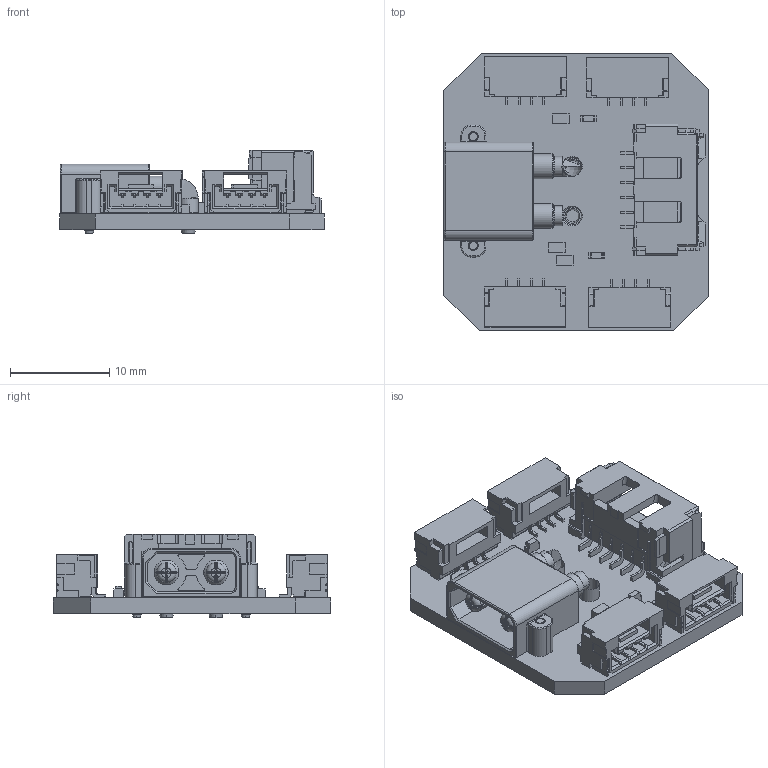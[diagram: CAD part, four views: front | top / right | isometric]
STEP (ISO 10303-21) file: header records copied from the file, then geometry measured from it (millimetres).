
FILE_DESCRIPTION(('Open CASCADE Model'),'2;1');
FILE_NAME('Open CASCADE Shape Model','2024-08-30T13:00:07',('Author'),( 'Open CASCADE'),'Open CASCADE STEP processor 7.5','Open CASCADE 7.5' ,'Unknown');
FILE_SCHEMA(('AUTOMOTIVE_DESIGN { 1 0 10303 214 1 1 1 1 }'));
Length unit declared in the file: millimetre
Products named in the file (13): Open CASCADE STEP translator 7.5 1; Open CASCADE STEP translator 7.5 2; Open CASCADE STEP translator 7.5 3; Open CASCADE STEP translator 7.5 4; Open CASCADE STEP translator 7.5 5; Open CASCADE STEP translator 7.5 6; Open CASCADE STEP translator 7.5 7; Open CASCADE STEP translator 7.5 8; Open CASCADE STEP translator 7.5 9; Open CASCADE STEP translator 7.5 10; Open CASCADE STEP translator 7.5 11; Open CASCADE STEP translator 7.5 12; Open CASCADE STEP translator 7.5 13
Bounding box: 26.7 x 28 x 8.41 mm (x, y, z)
Volume: 2050.2 mm3; surface area: 4591.8 mm2
Topology: 80 solids, 80 shells, 1949 faces, 5155 edges, 3402 vertices
Faces by surface type: plane 1661, cylinder 210, torus 32, cone 26, bspline 18, revolution 2
Full cylindrical faces by diameter (mm): 1.2 x2, 1.8 x2
Entity records: 60716 total; most frequent: CARTESIAN_POINT 11089, ORIENTED_EDGE 10238, DIRECTION 9437, EDGE_CURVE 5119, LINE 4611, VECTOR 4611, VERTEX_POINT 3336, AXIS2_PLACEMENT_3D 2412
